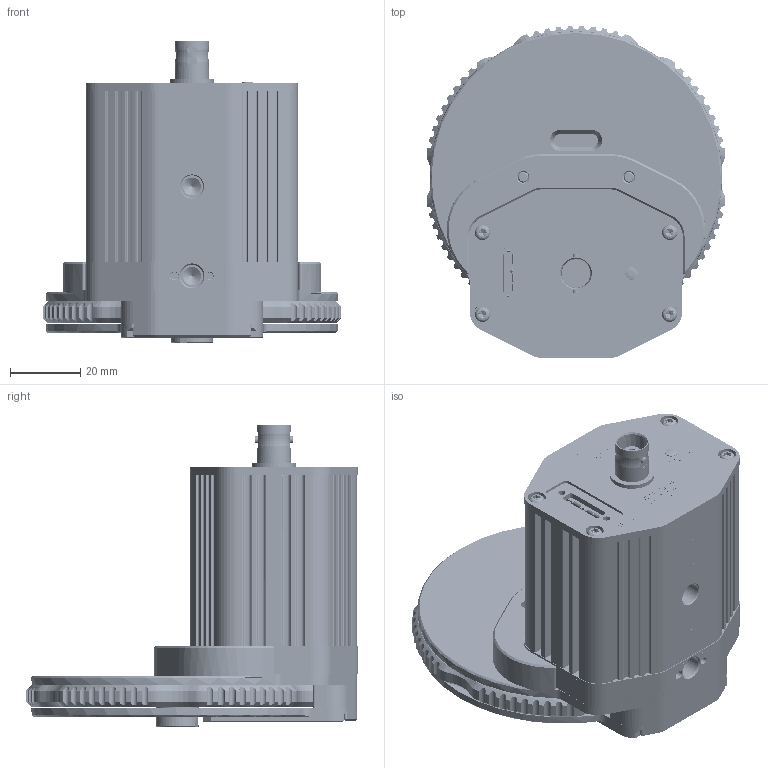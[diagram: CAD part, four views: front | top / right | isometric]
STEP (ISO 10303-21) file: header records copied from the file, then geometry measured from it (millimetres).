
FILE_DESCRIPTION (( 'STEP AP214' ), '1' );
FILE_NAME ('21.08.18_BC207UV_WEB.STEP', '2021-08-18T10:40:25', ( '' ), ( '' ), 'SwSTEP 2.0', 'SolidWorks 2019', '' );
FILE_SCHEMA (( 'AUTOMOTIVE_DESIGN' ));
Length unit declared in the file: millimetre
Products named in the file (1): 21.08.18_BC207UV_WEB
Bounding box: 84.84 x 94.27 x 85.86 mm (x, y, z)
Volume: 145346.7 mm3; surface area: 106856.6 mm2
Topology: 58 solids, 58 shells, 6105 faces, 15792 edges, 10345 vertices
Faces by surface type: plane 3321, cylinder 1208, bspline 1075, cone 477, torus 22, sphere 2
Full cylindrical faces by diameter (mm): 0.381 x1, 0.635 x1, 0.686 x226, 0.8 x6, 0.889 x2, 1.016 x4, 1.181 x2, 1.27 x2, 1.6 x5, 1.778 x9, 2 x5, 2.1 x1, 2.184 x9, 2.2 x2, 2.261 x16, 2.362 x3, 2.5 x2, 2.845 x8, 2.87 x1, 2.946 x1, 3 x2, 3.264 x4, 3.3 x2, 3.378 x1, 3.6 x1, 4.2 x1, 4.242 x8, 4.7 x1, 5 x1, 5.08 x3
Entity records: 301095 total; most frequent: CARTESIAN_POINT 95289, ORIENTED_EDGE 29560, DIRECTION 24637, EDGE_CURVE 14780, VERTEX_POINT 10009, VECTOR 9343, LINE 9343, AXIS2_PLACEMENT_3D 7647
